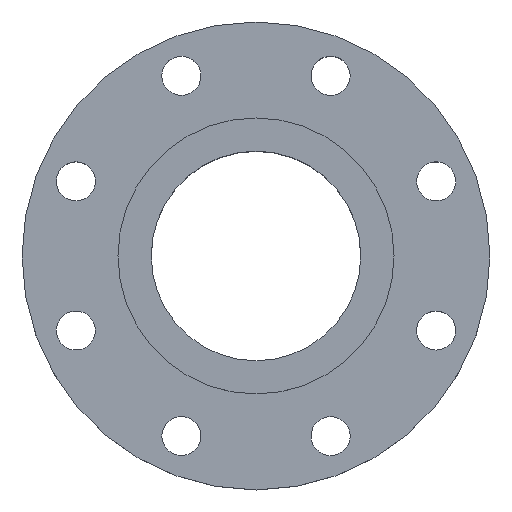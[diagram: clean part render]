
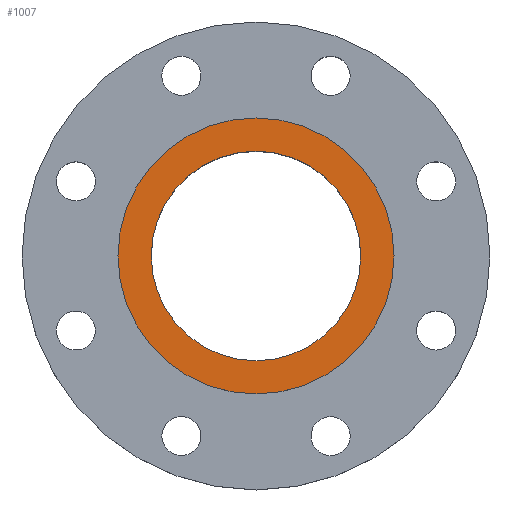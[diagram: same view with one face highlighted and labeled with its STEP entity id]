
A CAD part, top view. The second image highlights one B-rep face of the part: STEP entity #1007.
In plain terms, the highlighted planar face has unit normal (0, 0, 1).
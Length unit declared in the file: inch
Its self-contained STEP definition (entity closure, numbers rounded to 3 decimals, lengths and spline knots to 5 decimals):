
#52 = ORIENTED_EDGE ( 'NONE', *, *, #629, .F. ) ;
#76 = CARTESIAN_POINT ( 'NONE',  ( 2.655, 0., 0.0625 ) ) ;
#85 = CIRCLE ( 'NONE', #624, 2.655 ) ;
#106 = CARTESIAN_POINT ( 'NONE',  ( 2.015, 0., 0.0625 ) ) ;
#120 = DIRECTION ( 'NONE',  ( 1., 0., 0. ) ) ;
#143 = EDGE_CURVE ( 'NONE', #649, #1062, #260, .T. ) ;
#154 = DIRECTION ( 'NONE',  ( 0., 0., 1. ) ) ;
#190 = CIRCLE ( 'NONE', #262, 2.655 ) ;
#194 = CARTESIAN_POINT ( 'NONE',  ( 0., 0., 0.0625 ) ) ;
#199 = PLANE ( 'NONE',  #634 ) ;
#236 = VERTEX_POINT ( 'NONE', #912 ) ;
#240 = CARTESIAN_POINT ( 'NONE',  ( 0., 0., 0.0625 ) ) ;
#260 = CIRCLE ( 'NONE', #886, 2.015 ) ;
#262 = AXIS2_PLACEMENT_3D ( 'NONE', #1077, #321, #1091 ) ;
#288 = AXIS2_PLACEMENT_3D ( 'NONE', #1096, #669, #592 ) ;
#321 = DIRECTION ( 'NONE',  ( 0., 0., 1. ) ) ;
#421 = EDGE_CURVE ( 'NONE', #236, #633, #190, .T. ) ;
#431 = CIRCLE ( 'NONE', #288, 2.015 ) ;
#433 = EDGE_LOOP ( 'NONE', ( #1100, #801 ) ) ;
#496 = CARTESIAN_POINT ( 'NONE',  ( -2.015, 0., 0.0625 ) ) ;
#504 = DIRECTION ( 'NONE',  ( 1., 0., 0. ) ) ;
#521 = DIRECTION ( 'NONE',  ( 0., 0., 1. ) ) ;
#543 = ORIENTED_EDGE ( 'NONE', *, *, #143, .F. ) ;
#585 = EDGE_CURVE ( 'NONE', #633, #236, #85, .T. ) ;
#592 = DIRECTION ( 'NONE',  ( 1., 0., 0. ) ) ;
#624 = AXIS2_PLACEMENT_3D ( 'NONE', #774, #521, #862 ) ;
#629 = EDGE_CURVE ( 'NONE', #1062, #649, #431, .T. ) ;
#633 = VERTEX_POINT ( 'NONE', #76 ) ;
#634 = AXIS2_PLACEMENT_3D ( 'NONE', #194, #1064, #120 ) ;
#649 = VERTEX_POINT ( 'NONE', #496 ) ;
#669 = DIRECTION ( 'NONE',  ( 0., 0., 1. ) ) ;
#705 = FACE_OUTER_BOUND ( 'NONE', #433, .T. ) ;
#774 = CARTESIAN_POINT ( 'NONE',  ( 0., 0., 0.0625 ) ) ;
#801 = ORIENTED_EDGE ( 'NONE', *, *, #585, .T. ) ;
#862 = DIRECTION ( 'NONE',  ( 1., 0., 0. ) ) ;
#886 = AXIS2_PLACEMENT_3D ( 'NONE', #240, #154, #504 ) ;
#912 = CARTESIAN_POINT ( 'NONE',  ( -2.655, 0., 0.0625 ) ) ;
#952 = FACE_BOUND ( 'NONE', #1105, .T. ) ;
#1007 = ADVANCED_FACE ( 'NONE', ( #952, #705 ), #199, .T. ) ;
#1062 = VERTEX_POINT ( 'NONE', #106 ) ;
#1064 = DIRECTION ( 'NONE',  ( 0., 0., 1. ) ) ;
#1077 = CARTESIAN_POINT ( 'NONE',  ( 0., 0., 0.0625 ) ) ;
#1091 = DIRECTION ( 'NONE',  ( 1., 0., 0. ) ) ;
#1096 = CARTESIAN_POINT ( 'NONE',  ( 0., 0., 0.0625 ) ) ;
#1100 = ORIENTED_EDGE ( 'NONE', *, *, #421, .T. ) ;
#1105 = EDGE_LOOP ( 'NONE', ( #543, #52 ) ) ;
